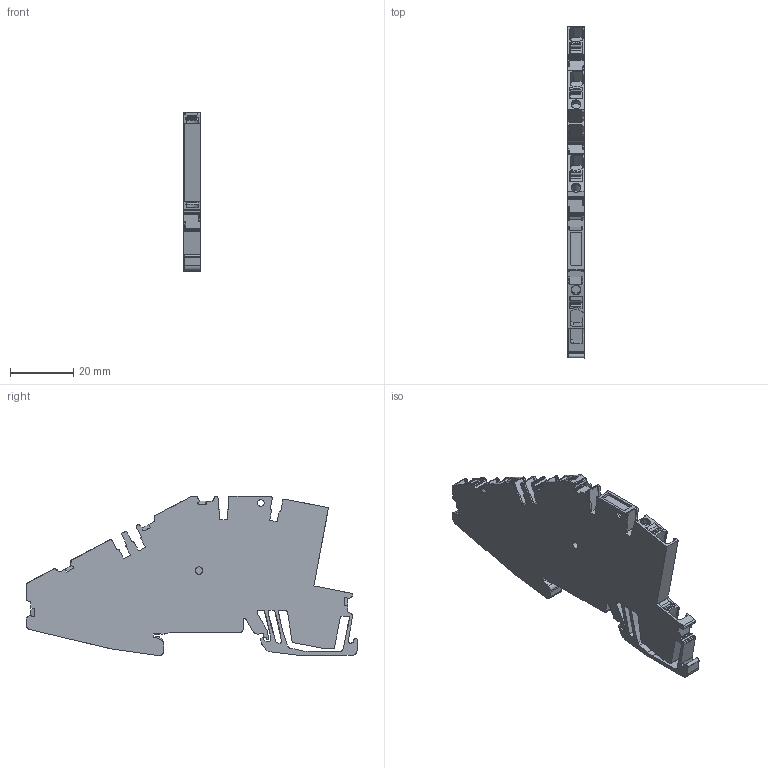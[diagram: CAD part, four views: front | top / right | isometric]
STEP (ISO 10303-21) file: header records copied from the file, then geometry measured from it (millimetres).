
FILE_DESCRIPTION(('CATIA V5 STEP Exchange','CAx-IF Rec.Pracs.--- Model Styling and Organization---1.4--- 2014-01-23'),'2;1');
FILE_NAME ('D1463608_2', '2023-06-13T10:49:21+00:00', ('none'), ('Weidmueller'), 'CATIA Version 5-6 Release 2016 SP3 HF44', 'CATIA V5 STEP AP214', 'none');
FILE_SCHEMA(('AUTOMOTIVE_DESIGN { 1 0 10303 214 1 1 1 1 }'));
Length unit declared in the file: millimetre
Products named in the file (1): 2669050000_S
Bounding box: 5.1 x 104.58 x 50.21 mm (x, y, z)
Volume: 16640.7 mm3; surface area: 10697.4 mm2
Topology: 9 solids, 9 shells, 993 faces, 2839 edges, 1875 vertices
Faces by surface type: plane 428, cylinder 368, extrusion 176, bspline 11, cone 6, torus 4
Entity records: 36580 total; most frequent: CARTESIAN_POINT 10963, ORIENTED_EDGE 5678, DIRECTION 3960, EDGE_CURVE 2839, VECTOR 2020, VERTEX_POINT 1875, LINE 1844, AXIS2_PLACEMENT_3D 1214
